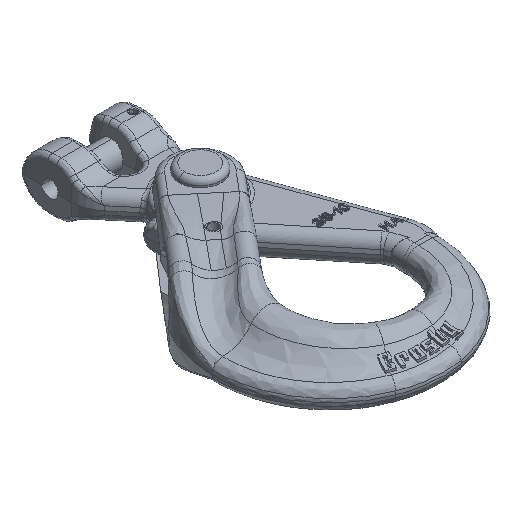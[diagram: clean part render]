
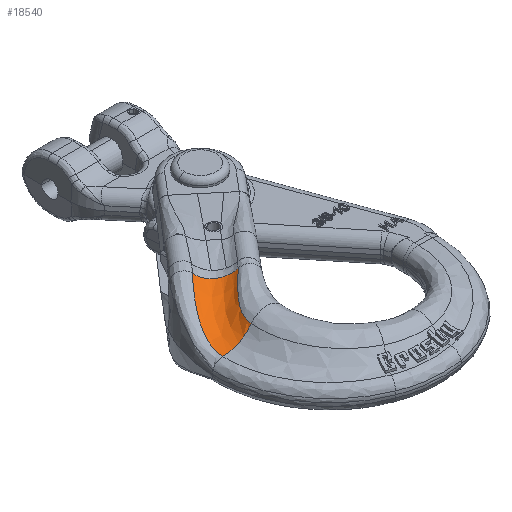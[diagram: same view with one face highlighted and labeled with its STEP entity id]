
A CAD part, isometric view. The second image highlights one B-rep face of the part: STEP entity #18540.
In plain terms, the highlighted free-form (B-spline) face has degree [3, 3] with [7, 11] control points.
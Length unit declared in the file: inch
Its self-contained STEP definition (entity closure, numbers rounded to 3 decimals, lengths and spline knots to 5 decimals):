
#4135=CARTESIAN_POINT('',(-2.395,0.,0.205));
#4137=CARTESIAN_POINT('',(-2.395,0.,0.205));
#4138=CARTESIAN_POINT('',(-2.34914,0.,
0.205));
#4139=CARTESIAN_POINT('',(-2.2477,0.,
0.21436));
#4140=CARTESIAN_POINT('',(-2.08798,0.,
0.26868));
#4141=CARTESIAN_POINT('',(-1.9444,0.,
0.36216));
#4142=CARTESIAN_POINT('',(-1.87138,0.,
0.44048));
#4143=CARTESIAN_POINT('',(-1.84159,0.,
0.47973));
#4199=CARTESIAN_POINT('',(-1.76337,1.21944,
0.67684));
#5080=CARTESIAN_POINT('',(-1.84159,0.,
0.47973));
#5081=CARTESIAN_POINT('',(-1.8378,0.0826,
0.48299));
#5082=CARTESIAN_POINT('',(-1.79547,0.23709,
0.50765));
#5083=CARTESIAN_POINT('',(-1.65396,0.44715,
0.57409));
#5084=CARTESIAN_POINT('',(-1.46192,0.64619,
0.64498));
#5085=CARTESIAN_POINT('',(-1.31937,0.77891,
0.67853));
#5086=CARTESIAN_POINT('',(-1.24943,0.84723,
0.68771));
#5100=CARTESIAN_POINT('',(-2.395,0.,0.205));
#5101=CARTESIAN_POINT('',(-2.39241,0.11813,
0.205));
#5102=CARTESIAN_POINT('',(-2.3544,0.3431,
0.25283));
#5103=CARTESIAN_POINT('',(-2.21552,0.65331,
0.40467));
#5104=CARTESIAN_POINT('',(-2.01309,0.94318,
0.57324));
#5105=CARTESIAN_POINT('',(-1.84907,1.12786,
0.65453));
#5106=CARTESIAN_POINT('',(-1.76337,1.21944,
0.67684));
#5108=CARTESIAN_POINT('',(-1.76337,1.21944,
0.67684));
#5109=CARTESIAN_POINT('',(-1.74409,1.20609,
0.65453));
#5110=CARTESIAN_POINT('',(-1.70186,1.17628,
0.61521));
#5111=CARTESIAN_POINT('',(-1.63119,1.12524,
0.57465));
#5112=CARTESIAN_POINT('',(-1.55693,1.07091,
0.55356));
#5113=CARTESIAN_POINT('',(-1.48282,1.01637,
0.55166));
#5114=CARTESIAN_POINT('',(-1.4123,0.96449,
0.56737));
#5115=CARTESIAN_POINT('',(-1.34833,0.91772,
0.59786));
#5116=CARTESIAN_POINT('',(-1.29305,0.87787,
0.63938));
#5117=CARTESIAN_POINT('',(-1.26284,0.85655,
0.67139));
#5118=CARTESIAN_POINT('',(-1.24943,0.84723,
0.68771));
#8813=VERTEX_POINT('',#4135);
#8814=VERTEX_POINT('',#4143);
#8819=VERTEX_POINT('',#4199);
#8952=VERTEX_POINT('',#5086);
#18455=CARTESIAN_POINT('',(-1.23907,0.85247,
0.69225));
#18456=CARTESIAN_POINT('',(-1.25313,0.86234,
0.67473));
#18457=CARTESIAN_POINT('',(-1.28405,0.88439,
0.64146));
#18458=CARTESIAN_POINT('',(-1.34046,0.92549,
0.59904));
#18459=CARTESIAN_POINT('',(-1.40423,0.97256,
0.56865));
#18460=CARTESIAN_POINT('',(-1.47455,1.02478,
0.55307));
#18461=CARTESIAN_POINT('',(-1.54847,1.07969,
0.55514));
#18462=CARTESIAN_POINT('',(-1.62254,1.13439,
0.57645));
#18463=CARTESIAN_POINT('',(-1.69496,1.1872,
0.61841));
#18464=CARTESIAN_POINT('',(-1.73857,1.21827,
0.66011));
#18465=CARTESIAN_POINT('',(-1.75902,1.23256,
0.68485));
#18466=CARTESIAN_POINT('',(-1.31124,0.78172,
0.68339));
#18467=CARTESIAN_POINT('',(-1.32599,0.79087,
0.66547));
#18468=CARTESIAN_POINT('',(-1.35831,0.81143,
0.63145));
#18469=CARTESIAN_POINT('',(-1.41689,0.84993,
0.58797));
#18470=CARTESIAN_POINT('',(-1.48269,0.89408,
0.55659));
#18471=CARTESIAN_POINT('',(-1.5549,0.94301,
0.53981));
#18472=CARTESIAN_POINT('',(-1.63064,0.99438,
0.54028));
#18473=CARTESIAN_POINT('',(-1.70663,1.04555,
0.55949));
#18474=CARTESIAN_POINT('',(-1.78135,1.09502,
0.59893));
#18475=CARTESIAN_POINT('',(-1.82681,1.12419,
0.63895));
#18476=CARTESIAN_POINT('',(-1.84827,1.13756,
0.66293));
#18477=CARTESIAN_POINT('',(-1.45638,0.64695,
0.64979));
#18478=CARTESIAN_POINT('',(-1.47218,0.65465,
0.6304));
#18479=CARTESIAN_POINT('',(-1.50672,0.67203,
0.59363));
#18480=CARTESIAN_POINT('',(-1.56881,0.70468,
0.54629));
#18481=CARTESIAN_POINT('',(-1.63789,0.74212,
0.51096));
#18482=CARTESIAN_POINT('',(-1.71306,0.78352,
0.4896));
#18483=CARTESIAN_POINT('',(-1.79139,0.82697,
0.48436));
#18484=CARTESIAN_POINT('',(-1.86971,0.87037,
0.49641));
#18485=CARTESIAN_POINT('',(-1.9467,0.91262,
0.52687));
#18486=CARTESIAN_POINT('',(-1.99369,0.93778,
0.55978));
#18487=CARTESIAN_POINT('',(-2.01591,0.94933,
0.57986));
#18488=CARTESIAN_POINT('',(-1.65046,0.44604,
0.57868));
#18489=CARTESIAN_POINT('',(-1.66738,0.45142,
0.55628));
#18490=CARTESIAN_POINT('',(-1.70412,0.46346,
0.51414));
#18491=CARTESIAN_POINT('',(-1.76933,0.48582,
0.45938));
#18492=CARTESIAN_POINT('',(-1.84096,0.5113,
0.41627));
#18493=CARTESIAN_POINT('',(-1.91799,0.53944,
0.38572));
#18494=CARTESIAN_POINT('',(-1.99738,0.56908,
0.36908));
#18495=CARTESIAN_POINT('',(-2.07595,0.59901,
0.36675));
#18496=CARTESIAN_POINT('',(-2.15246,0.62868,
0.37876));
#18497=CARTESIAN_POINT('',(-2.19876,0.64683,
0.39611));
#18498=CARTESIAN_POINT('',(-2.22065,0.6553,
0.40722));
#18499=CARTESIAN_POINT('',(-1.79347,0.23397,
0.51198));
#18500=CARTESIAN_POINT('',(-1.81138,0.2368,
0.48691));
#18501=CARTESIAN_POINT('',(-1.84974,0.24299,
0.44044));
#18502=CARTESIAN_POINT('',(-1.91617,0.25414,
0.38014));
#18503=CARTESIAN_POINT('',(-1.98784,0.26668,
0.33109));
#18504=CARTESIAN_POINT('',(-2.06395,0.28051,
0.29301));
#18505=CARTESIAN_POINT('',(-2.14175,0.29523,
0.26643));
#18506=CARTESIAN_POINT('',(-2.21846,0.31039,
0.25108));
#18507=CARTESIAN_POINT('',(-2.29331,0.32587,
0.24601));
#18508=CARTESIAN_POINT('',(-2.33916,0.33574,
0.24885));
#18509=CARTESIAN_POINT('',(-2.36124,0.34047,
0.25162));
#18510=CARTESIAN_POINT('',(-1.83544,0.07682,
0.48739));
#18511=CARTESIAN_POINT('',(-1.85417,0.07774,
0.46153));
#18512=CARTESIAN_POINT('',(-1.89358,0.07972,
0.41443));
#18513=CARTESIAN_POINT('',(-1.95969,0.08316,
0.35409));
#18514=CARTESIAN_POINT('',(-2.02958,0.08699,
0.30486));
#18515=CARTESIAN_POINT('',(-2.10302,0.09121,
0.26557));
#18516=CARTESIAN_POINT('',(-2.17804,0.09574,
0.23629));
#18517=CARTESIAN_POINT('',(-2.25281,0.1005,
0.21653));
#18518=CARTESIAN_POINT('',(-2.32754,0.10548,
0.20528));
#18519=CARTESIAN_POINT('',(-2.37543,0.10876,
0.20317));
#18520=CARTESIAN_POINT('',(-2.39935,0.11037,
0.2033));
#18521=CARTESIAN_POINT('',(-1.83797,-0.00895,
0.48469));
#18522=CARTESIAN_POINT('',(-1.85722,-0.00905,
0.45889));
#18523=CARTESIAN_POINT('',(-1.89726,-0.00928,
0.41248));
#18524=CARTESIAN_POINT('',(-1.96295,-0.00968,
0.35371));
#18525=CARTESIAN_POINT('',(-2.03145,-0.01013,
0.30605));
#18526=CARTESIAN_POINT('',(-2.10297,-0.01063,
0.26787));
#18527=CARTESIAN_POINT('',(-2.17617,-0.01116,
0.23903));
#18528=CARTESIAN_POINT('',(-2.24998,-0.01171,
0.21905));
#18529=CARTESIAN_POINT('',(-2.32542,-0.01229,
0.2072));
#18530=CARTESIAN_POINT('',(-2.37553,-0.01267,
0.2049));
#18531=CARTESIAN_POINT('',(-2.4012,-0.01286,
0.20512));
#18532=B_SPLINE_SURFACE_WITH_KNOTS('',3,3,((#18455,#18456,#18457,#18458,#18459,
#18460,#18461,#18462,#18463,#18464,#18465),(#18466,#18467,#18468,#18469,#18470,
#18471,#18472,#18473,#18474,#18475,#18476),(#18477,#18478,#18479,#18480,#18481,
#18482,#18483,#18484,#18485,#18486,#18487),(#18488,#18489,#18490,#18491,#18492,
#18493,#18494,#18495,#18496,#18497,#18498),(#18499,#18500,#18501,#18502,#18503,
#18504,#18505,#18506,#18507,#18508,#18509),(#18510,#18511,#18512,#18513,#18514,
#18515,#18516,#18517,#18518,#18519,#18520),(#18521,#18522,#18523,#18524,#18525,
#18526,#18527,#18528,#18529,#18530,#18531)),.UNSPECIFIED.,.F.,.F.,.F.,(4,1,1,1,
4),(4,1,1,1,1,1,1,1,4),(0.10882,0.3375,0.55833,
0.77917,1.00797),(0.46099,0.49813,
0.53273,0.56734,0.60194,0.63654,
0.67115,0.70575,0.74326),.UNSPECIFIED.);
#18533=ORIENTED_EDGE('',*,*,#15904,.F.);
#18534=ORIENTED_EDGE('',*,*,#16101,.T.);
#18536=ORIENTED_EDGE('',*,*,#18535,.T.);
#18537=ORIENTED_EDGE('',*,*,#18446,.F.);
#18538=EDGE_LOOP('',(#18533,#18534,#18536,#18537));
#18539=FACE_OUTER_BOUND('',#18538,.F.);
#18540=ADVANCED_FACE('',(#18539),#18532,.F.);
#4144=B_SPLINE_CURVE_WITH_KNOTS('',3,(#4137,#4138,#4139,#4140,#4141,#4142,
#4143),.UNSPECIFIED.,.F.,.F.,(4,1,1,1,4),(0.,0.25,0.5,
0.75,1.),.UNSPECIFIED.);
#5087=B_SPLINE_CURVE_WITH_KNOTS('',3,(#5080,#5081,#5082,#5083,#5084,#5085,
#5086),.UNSPECIFIED.,.F.,.F.,(4,1,1,1,4),(0.,0.25,
0.5,0.75,1.),.UNSPECIFIED.);
#5107=B_SPLINE_CURVE_WITH_KNOTS('',3,(#5100,#5101,#5102,#5103,#5104,#5105,
#5106),.UNSPECIFIED.,.F.,.F.,(4,1,1,1,4),(0.,0.25,
0.5,0.75,1.),.UNSPECIFIED.);
#5119=B_SPLINE_CURVE_WITH_KNOTS('',3,(#5108,#5109,#5110,#5111,#5112,#5113,#5114,
#5115,#5116,#5117,#5118),.UNSPECIFIED.,.F.,.F.,(4,1,1,1,1,1,1,1,4),(0.,
0.125,0.25,0.375,0.5,0.625,
0.75,0.875,1.),.UNSPECIFIED.);
#15904=EDGE_CURVE('',#8813,#8814,#4144,.T.);
#16101=EDGE_CURVE('',#8813,#8819,#5107,.T.);
#18446=EDGE_CURVE('',#8814,#8952,#5087,.T.);
#18535=EDGE_CURVE('',#8819,#8952,#5119,.T.);
